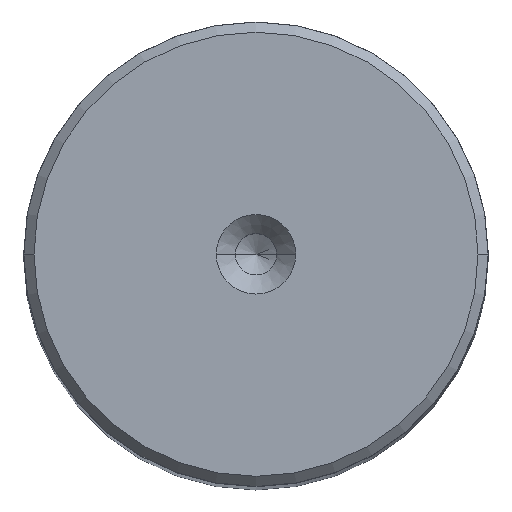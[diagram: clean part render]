
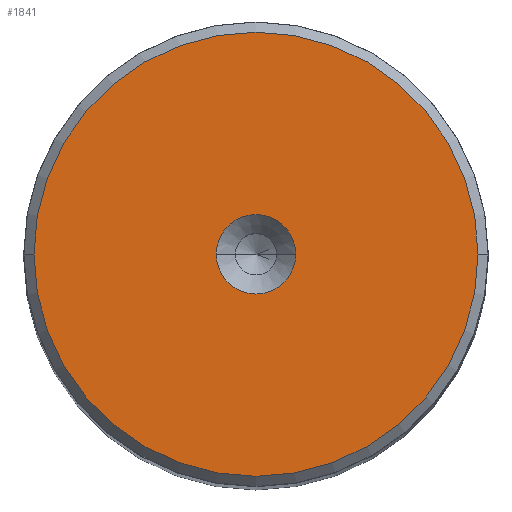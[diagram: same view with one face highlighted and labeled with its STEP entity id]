
A CAD part, top view. The second image highlights one B-rep face of the part: STEP entity #1841.
In plain terms, the highlighted planar face has unit normal (0, 0, 1).
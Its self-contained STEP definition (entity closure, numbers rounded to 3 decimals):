
#218 = EDGE_LOOP ( 'NONE', ( #871, #1910 ) ) ;
#241 = DIRECTION ( 'NONE',  ( 1., 0., 0. ) ) ;
#368 = VERTEX_POINT ( 'NONE', #1960 ) ;
#408 = CARTESIAN_POINT ( 'NONE',  ( -3.85, 0., 190. ) ) ;
#429 = ORIENTED_EDGE ( 'NONE', *, *, #1919, .T. ) ;
#430 = DIRECTION ( 'NONE',  ( 0., 0., 1. ) ) ;
#467 = EDGE_CURVE ( 'NONE', #368, #717, #1542, .T. ) ;
#535 = CARTESIAN_POINT ( 'NONE',  ( 3.85, 0., 190. ) ) ;
#592 = DIRECTION ( 'NONE',  ( 0., 0., 1. ) ) ;
#608 = DIRECTION ( 'NONE',  ( 1., 0., 0. ) ) ;
#619 = DIRECTION ( 'NONE',  ( 0., 0., 1. ) ) ;
#658 = EDGE_CURVE ( 'NONE', #1049, #1274, #2637, .T. ) ;
#686 = CARTESIAN_POINT ( 'NONE',  ( 0., 0., 190. ) ) ;
#717 = VERTEX_POINT ( 'NONE', #1866 ) ;
#871 = ORIENTED_EDGE ( 'NONE', *, *, #1403, .F. ) ;
#1049 = VERTEX_POINT ( 'NONE', #408 ) ;
#1194 = CARTESIAN_POINT ( 'NONE',  ( 0., 0., 190. ) ) ;
#1262 = DIRECTION ( 'NONE',  ( 1., 0., 0. ) ) ;
#1274 = VERTEX_POINT ( 'NONE', #535 ) ;
#1277 = DIRECTION ( 'NONE',  ( 1., 0., 0. ) ) ;
#1380 = EDGE_LOOP ( 'NONE', ( #1988, #429 ) ) ;
#1403 = EDGE_CURVE ( 'NONE', #1274, #1049, #2106, .T. ) ;
#1447 = CARTESIAN_POINT ( 'NONE',  ( 0., 0., 190. ) ) ;
#1535 = AXIS2_PLACEMENT_3D ( 'NONE', #2111, #619, #1262 ) ;
#1542 = CIRCLE ( 'NONE', #1692, 21.514 ) ;
#1573 = AXIS2_PLACEMENT_3D ( 'NONE', #686, #2604, #2594 ) ;
#1672 = PLANE ( 'NONE',  #1535 ) ;
#1692 = AXIS2_PLACEMENT_3D ( 'NONE', #1194, #592, #1277 ) ;
#1741 = FACE_BOUND ( 'NONE', #218, .T. ) ;
#1807 = CIRCLE ( 'NONE', #2052, 21.514 ) ;
#1841 = ADVANCED_FACE ( 'NONE', ( #1741, #2199 ), #1672, .T. ) ;
#1866 = CARTESIAN_POINT ( 'NONE',  ( 21.514, 0., 190. ) ) ;
#1876 = CARTESIAN_POINT ( 'NONE',  ( 0., 0., 190. ) ) ;
#1910 = ORIENTED_EDGE ( 'NONE', *, *, #658, .F. ) ;
#1919 = EDGE_CURVE ( 'NONE', #717, #368, #1807, .T. ) ;
#1960 = CARTESIAN_POINT ( 'NONE',  ( -21.514, 0., 190. ) ) ;
#1988 = ORIENTED_EDGE ( 'NONE', *, *, #467, .T. ) ;
#2052 = AXIS2_PLACEMENT_3D ( 'NONE', #1447, #430, #608 ) ;
#2106 = CIRCLE ( 'NONE', #1573, 3.85 ) ;
#2111 = CARTESIAN_POINT ( 'NONE',  ( 0., 0., 190. ) ) ;
#2199 = FACE_OUTER_BOUND ( 'NONE', #1380, .T. ) ;
#2254 = AXIS2_PLACEMENT_3D ( 'NONE', #1876, #2513, #241 ) ;
#2513 = DIRECTION ( 'NONE',  ( 0., 0., 1. ) ) ;
#2594 = DIRECTION ( 'NONE',  ( 1., 0., 0. ) ) ;
#2604 = DIRECTION ( 'NONE',  ( 0., 0., 1. ) ) ;
#2637 = CIRCLE ( 'NONE', #2254, 3.85 ) ;
